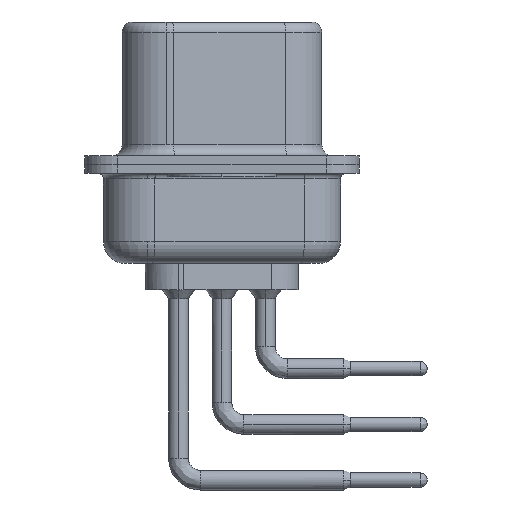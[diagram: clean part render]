
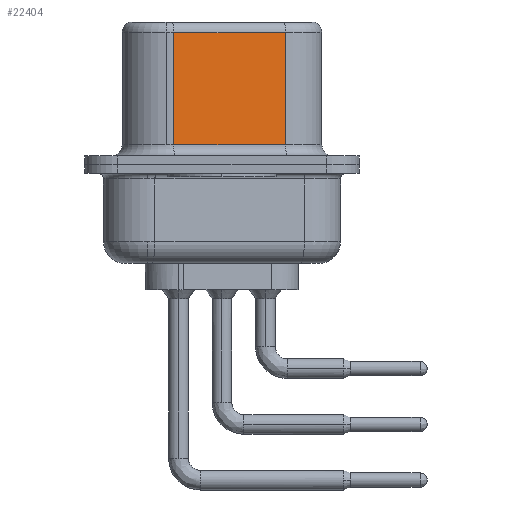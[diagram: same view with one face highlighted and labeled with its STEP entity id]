
A CAD part, left-side view. The second image highlights one B-rep face of the part: STEP entity #22404.
In plain terms, the highlighted planar face has unit normal (-0.985, -0.174, 0).
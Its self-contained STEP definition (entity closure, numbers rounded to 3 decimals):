
#1439 = CARTESIAN_POINT ( 'NONE',  ( 3.68, 2.203, 6.52 ) ) ;
#1668 = CARTESIAN_POINT ( 'NONE',  ( 3.68, 2.203, 0.9 ) ) ;
#1864 = VERTEX_POINT ( 'NONE', #31097 ) ;
#2387 = CARTESIAN_POINT ( 'NONE',  ( 4.58, -2.897, 6.52 ) ) ;
#3346 = DIRECTION ( 'NONE',  ( 0.174, -0.985, 0. ) ) ;
#3540 = LINE ( 'NONE', #2387, #9530 ) ;
#5995 = LINE ( 'NONE', #19266, #11922 ) ;
#6493 = PLANE ( 'NONE',  #13992 ) ;
#7418 = EDGE_CURVE ( 'NONE', #8395, #22272, #5995, .T. ) ;
#8395 = VERTEX_POINT ( 'NONE', #30369 ) ;
#9053 = DIRECTION ( 'NONE',  ( -0.174, 0.985, 0. ) ) ;
#9530 = VECTOR ( 'NONE', #27542, 1000. ) ;
#11922 = VECTOR ( 'NONE', #16554, 1000. ) ;
#13344 = LINE ( 'NONE', #20962, #25841 ) ;
#13992 = AXIS2_PLACEMENT_3D ( 'NONE', #16464, #23999, #9053 ) ;
#14437 = EDGE_LOOP ( 'NONE', ( #17728, #30841, #23452, #23705 ) ) ;
#14855 = LINE ( 'NONE', #1439, #28168 ) ;
#15925 = CARTESIAN_POINT ( 'NONE',  ( 3.68, 2.203, 6.02 ) ) ;
#16464 = CARTESIAN_POINT ( 'NONE',  ( 4.58, -2.897, 6.52 ) ) ;
#16554 = DIRECTION ( 'NONE',  ( -0.174, 0.985, 0. ) ) ;
#17728 = ORIENTED_EDGE ( 'NONE', *, *, #32120, .F. ) ;
#19177 = DIRECTION ( 'NONE',  ( 0., 0., -1. ) ) ;
#19266 = CARTESIAN_POINT ( 'NONE',  ( 4.58, -2.897, 6.02 ) ) ;
#19718 = EDGE_CURVE ( 'NONE', #20566, #1864, #13344, .T. ) ;
#20566 = VERTEX_POINT ( 'NONE', #1668 ) ;
#20962 = CARTESIAN_POINT ( 'NONE',  ( 4.58, -2.897, 0.9 ) ) ;
#22272 = VERTEX_POINT ( 'NONE', #15925 ) ;
#22404 = ADVANCED_FACE ( 'NONE', ( #22951 ), #6493, .F. ) ;
#22951 = FACE_OUTER_BOUND ( 'NONE', #14437, .T. ) ;
#23452 = ORIENTED_EDGE ( 'NONE', *, *, #27029, .T. ) ;
#23705 = ORIENTED_EDGE ( 'NONE', *, *, #19718, .T. ) ;
#23999 = DIRECTION ( 'NONE',  ( 0.985, 0.174, 0. ) ) ;
#25841 = VECTOR ( 'NONE', #3346, 1000. ) ;
#27029 = EDGE_CURVE ( 'NONE', #22272, #20566, #14855, .T. ) ;
#27542 = DIRECTION ( 'NONE',  ( 0., 0., -1. ) ) ;
#28168 = VECTOR ( 'NONE', #19177, 1000. ) ;
#30369 = CARTESIAN_POINT ( 'NONE',  ( 4.58, -2.897, 6.02 ) ) ;
#30841 = ORIENTED_EDGE ( 'NONE', *, *, #7418, .T. ) ;
#31097 = CARTESIAN_POINT ( 'NONE',  ( 4.58, -2.897, 0.9 ) ) ;
#32120 = EDGE_CURVE ( 'NONE', #8395, #1864, #3540, .T. ) ;
